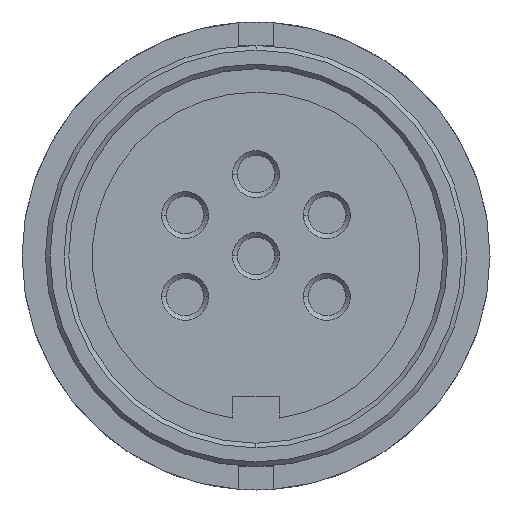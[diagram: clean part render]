
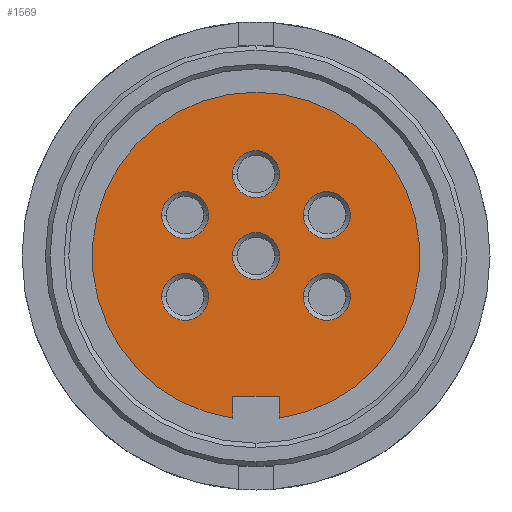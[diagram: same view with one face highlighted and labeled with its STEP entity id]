
A CAD part, front view. The second image highlights one B-rep face of the part: STEP entity #1569.
In plain terms, the highlighted planar face has unit normal (0, -1, 0).
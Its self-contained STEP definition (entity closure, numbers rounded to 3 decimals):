
#515=CARTESIAN_POINT('',(0.,-12.5,7.0));
#516=VERTEX_POINT('',#515);
#525=CARTESIAN_POINT('',(1.,-12.5,-6.928));
#526=VERTEX_POINT('',#525);
#527=CARTESIAN_POINT('',(0.0,-12.5,0.));
#528=DIRECTION('',(0.0,1.0,0.0));
#529=DIRECTION('',(0.0,0.0,1.0));
#530=AXIS2_PLACEMENT_3D('',#527,#528,#529);
#531=CIRCLE('',#530,7.);
#532=EDGE_CURVE('',#516,#526,#531,.T.);
#599=CARTESIAN_POINT('',(-2.03,-12.5,1.75));
#600=VERTEX_POINT('',#599);
#608=CARTESIAN_POINT('',(-4.03,-12.5,1.75));
#609=VERTEX_POINT('',#608);
#616=CARTESIAN_POINT('',(-3.03,-12.5,1.75));
#617=DIRECTION('',(0.0,-1.0,0.0));
#618=DIRECTION('',(1.0,0.0,0.0));
#619=AXIS2_PLACEMENT_3D('',#616,#617,#618);
#620=CIRCLE('',#619,1.);
#621=EDGE_CURVE('',#609,#600,#620,.T.);
#673=CARTESIAN_POINT('',(1.,-12.5,0.));
#674=VERTEX_POINT('',#673);
#682=CARTESIAN_POINT('',(-1.,-12.5,0.));
#683=VERTEX_POINT('',#682);
#690=CARTESIAN_POINT('',(0.0,-12.5,0.));
#691=DIRECTION('',(0.0,-1.0,0.0));
#692=DIRECTION('',(1.0,0.0,0.0));
#693=AXIS2_PLACEMENT_3D('',#690,#691,#692);
#694=CIRCLE('',#693,1.);
#695=EDGE_CURVE('',#683,#674,#694,.T.);
#747=CARTESIAN_POINT('',(1.,-12.5,3.5));
#748=VERTEX_POINT('',#747);
#756=CARTESIAN_POINT('',(-1.,-12.5,3.5));
#757=VERTEX_POINT('',#756);
#764=CARTESIAN_POINT('',(0.0,-12.5,3.5));
#765=DIRECTION('',(0.0,-1.0,0.0));
#766=DIRECTION('',(1.0,0.0,0.0));
#767=AXIS2_PLACEMENT_3D('',#764,#765,#766);
#768=CIRCLE('',#767,1.);
#769=EDGE_CURVE('',#757,#748,#768,.T.);
#821=CARTESIAN_POINT('',(4.03,-12.5,1.75));
#822=VERTEX_POINT('',#821);
#830=CARTESIAN_POINT('',(2.03,-12.5,1.75));
#831=VERTEX_POINT('',#830);
#838=CARTESIAN_POINT('',(3.03,-12.5,1.75));
#839=DIRECTION('',(0.0,-1.0,0.0));
#840=DIRECTION('',(1.0,0.0,0.0));
#841=AXIS2_PLACEMENT_3D('',#838,#839,#840);
#842=CIRCLE('',#841,1.);
#843=EDGE_CURVE('',#831,#822,#842,.T.);
#895=CARTESIAN_POINT('',(-2.03,-12.5,-1.75));
#896=VERTEX_POINT('',#895);
#904=CARTESIAN_POINT('',(-4.03,-12.5,-1.75));
#905=VERTEX_POINT('',#904);
#912=CARTESIAN_POINT('',(-3.03,-12.5,-1.75));
#913=DIRECTION('',(0.0,-1.0,0.0));
#914=DIRECTION('',(1.0,0.0,0.0));
#915=AXIS2_PLACEMENT_3D('',#912,#913,#914);
#916=CIRCLE('',#915,1.);
#917=EDGE_CURVE('',#905,#896,#916,.T.);
#969=CARTESIAN_POINT('',(4.03,-12.5,-1.75));
#970=VERTEX_POINT('',#969);
#978=CARTESIAN_POINT('',(2.03,-12.5,-1.75));
#979=VERTEX_POINT('',#978);
#986=CARTESIAN_POINT('',(3.03,-12.5,-1.75));
#987=DIRECTION('',(0.0,-1.0,0.0));
#988=DIRECTION('',(1.0,0.0,0.0));
#989=AXIS2_PLACEMENT_3D('',#986,#987,#988);
#990=CIRCLE('',#989,1.);
#991=EDGE_CURVE('',#979,#970,#990,.T.);
#1458=CARTESIAN_POINT('',(3.03,-12.5,-1.75));
#1459=DIRECTION('',(0.0,-1.0,0.0));
#1460=DIRECTION('',(1.0,0.0,0.0));
#1461=AXIS2_PLACEMENT_3D('',#1458,#1459,#1460);
#1462=CIRCLE('',#1461,1.);
#1463=EDGE_CURVE('',#970,#979,#1462,.T.);
#1476=CARTESIAN_POINT('',(0.0,-12.5,3.5));
#1477=DIRECTION('',(0.0,-1.0,0.0));
#1478=DIRECTION('',(0.0,0.0,-1.0));
#1479=AXIS2_PLACEMENT_3D('',#1476,#1477,#1478);
#1480=PLANE('',#1479);
#1481=CARTESIAN_POINT('',(-1.,-12.5,-6.928));
#1482=VERTEX_POINT('',#1481);
#1483=CARTESIAN_POINT('',(-1.,-12.5,-6.));
#1484=VERTEX_POINT('',#1483);
#1485=CARTESIAN_POINT('',(-1.,-12.5,-6.928));
#1486=DIRECTION('',(0.0,0.0,1.0));
#1487=VECTOR('',#1486,0.928);
#1488=LINE('',#1485,#1487);
#1489=EDGE_CURVE('',#1482,#1484,#1488,.T.);
#1490=ORIENTED_EDGE('',*,*,#1489,.T.);
#1491=CARTESIAN_POINT('',(1.,-12.5,-6.));
#1492=VERTEX_POINT('',#1491);
#1493=CARTESIAN_POINT('',(-1.,-12.5,-6.));
#1494=DIRECTION('',(1.0,0.0,0.0));
#1495=VECTOR('',#1494,2.0);
#1496=LINE('',#1493,#1495);
#1497=EDGE_CURVE('',#1484,#1492,#1496,.T.);
#1498=ORIENTED_EDGE('',*,*,#1497,.T.);
#1499=CARTESIAN_POINT('',(1.,-12.5,-6.));
#1500=DIRECTION('',(0.0,0.0,-1.0));
#1501=VECTOR('',#1500,0.928);
#1502=LINE('',#1499,#1501);
#1503=EDGE_CURVE('',#1492,#526,#1502,.T.);
#1504=ORIENTED_EDGE('',*,*,#1503,.T.);
#1505=ORIENTED_EDGE('',*,*,#532,.F.);
#1506=CARTESIAN_POINT('',(0.0,-12.5,0.));
#1507=DIRECTION('',(0.0,1.0,0.0));
#1508=DIRECTION('',(0.0,0.0,1.0));
#1509=AXIS2_PLACEMENT_3D('',#1506,#1507,#1508);
#1510=CIRCLE('',#1509,7.);
#1511=EDGE_CURVE('',#1482,#516,#1510,.T.);
#1512=ORIENTED_EDGE('',*,*,#1511,.F.);
#1513=EDGE_LOOP('',(#1490,#1498,#1504,#1505,#1512));
#1514=FACE_OUTER_BOUND('',#1513,.T.);
#1515=ORIENTED_EDGE('',*,*,#917,.F.);
#1516=CARTESIAN_POINT('',(-3.03,-12.5,-1.75));
#1517=DIRECTION('',(0.0,-1.0,0.0));
#1518=DIRECTION('',(1.0,0.0,0.0));
#1519=AXIS2_PLACEMENT_3D('',#1516,#1517,#1518);
#1520=CIRCLE('',#1519,1.);
#1521=EDGE_CURVE('',#896,#905,#1520,.T.);
#1522=ORIENTED_EDGE('',*,*,#1521,.F.);
#1523=EDGE_LOOP('',(#1515,#1522));
#1524=FACE_BOUND('',#1523,.T.);
#1525=ORIENTED_EDGE('',*,*,#769,.F.);
#1526=CARTESIAN_POINT('',(0.0,-12.5,3.5));
#1527=DIRECTION('',(0.0,-1.0,0.0));
#1528=DIRECTION('',(1.0,0.0,0.0));
#1529=AXIS2_PLACEMENT_3D('',#1526,#1527,#1528);
#1530=CIRCLE('',#1529,1.);
#1531=EDGE_CURVE('',#748,#757,#1530,.T.);
#1532=ORIENTED_EDGE('',*,*,#1531,.F.);
#1533=EDGE_LOOP('',(#1525,#1532));
#1534=FACE_BOUND('',#1533,.T.);
#1535=ORIENTED_EDGE('',*,*,#621,.F.);
#1536=CARTESIAN_POINT('',(-3.03,-12.5,1.75));
#1537=DIRECTION('',(0.0,-1.0,0.0));
#1538=DIRECTION('',(1.0,0.0,0.0));
#1539=AXIS2_PLACEMENT_3D('',#1536,#1537,#1538);
#1540=CIRCLE('',#1539,1.);
#1541=EDGE_CURVE('',#600,#609,#1540,.T.);
#1542=ORIENTED_EDGE('',*,*,#1541,.F.);
#1543=EDGE_LOOP('',(#1535,#1542));
#1544=FACE_BOUND('',#1543,.T.);
#1545=ORIENTED_EDGE('',*,*,#695,.F.);
#1546=CARTESIAN_POINT('',(0.0,-12.5,0.));
#1547=DIRECTION('',(0.0,-1.0,0.0));
#1548=DIRECTION('',(1.0,0.0,0.0));
#1549=AXIS2_PLACEMENT_3D('',#1546,#1547,#1548);
#1550=CIRCLE('',#1549,1.);
#1551=EDGE_CURVE('',#674,#683,#1550,.T.);
#1552=ORIENTED_EDGE('',*,*,#1551,.F.);
#1553=EDGE_LOOP('',(#1545,#1552));
#1554=FACE_BOUND('',#1553,.T.);
#1555=ORIENTED_EDGE('',*,*,#843,.F.);
#1556=CARTESIAN_POINT('',(3.03,-12.5,1.75));
#1557=DIRECTION('',(0.0,-1.0,0.0));
#1558=DIRECTION('',(1.0,0.0,0.0));
#1559=AXIS2_PLACEMENT_3D('',#1556,#1557,#1558);
#1560=CIRCLE('',#1559,1.);
#1561=EDGE_CURVE('',#822,#831,#1560,.T.);
#1562=ORIENTED_EDGE('',*,*,#1561,.F.);
#1563=EDGE_LOOP('',(#1555,#1562));
#1564=FACE_BOUND('',#1563,.T.);
#1565=ORIENTED_EDGE('',*,*,#991,.F.);
#1566=ORIENTED_EDGE('',*,*,#1463,.F.);
#1567=EDGE_LOOP('',(#1565,#1566));
#1568=FACE_BOUND('',#1567,.T.);
#1569=ADVANCED_FACE('',(#1514,#1524,#1534,#1544,#1554,#1564,#1568),#1480,.T.);
